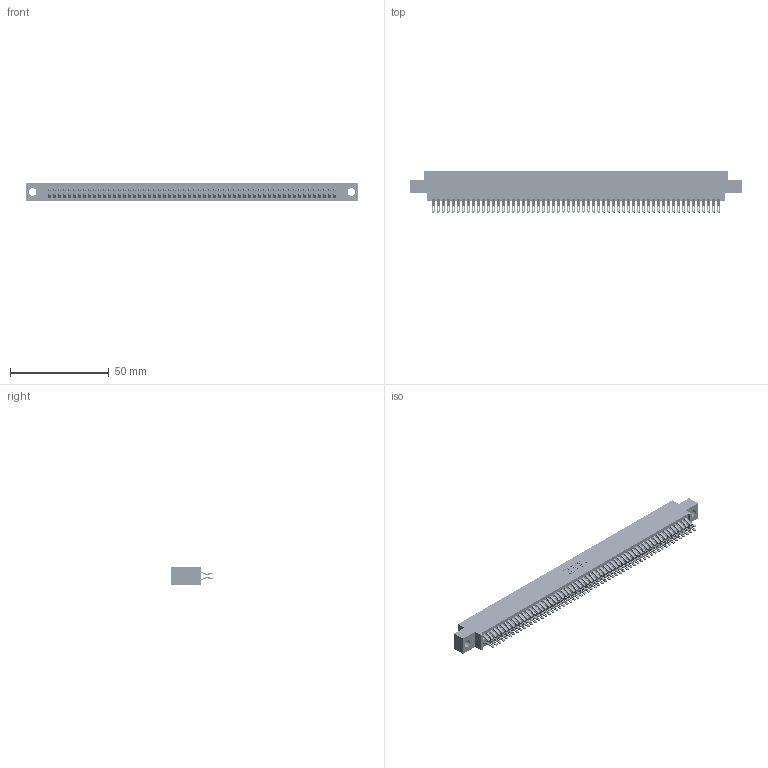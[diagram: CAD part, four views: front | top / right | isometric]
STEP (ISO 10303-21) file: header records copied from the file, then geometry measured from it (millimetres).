
FILE_DESCRIPTION (( 'STEP AP203' ), '1' );
FILE_NAME ('395-116-555-804.STEP', '2021-06-17T19:39:50', ( '' ), ( '' ), 'SwSTEP 2.0', 'SolidWorks 2020', '' );
FILE_SCHEMA (( 'CONFIG_CONTROL_DESIGN' ));
Length unit declared in the file: inch
Products named in the file (3): 395-116-555-804; 345-292-001_555 Tail; 345 Part_0.170 Offset - 0.156 Dia-TI
Assembly tree (117 placements, depth 2):
  395-116-555-804
    345 Part_0.170 Offset - 0.156 Dia-TI
    345-292-001_555 Tail  x116
Bounding box: 168.53 x 21.13 x 9.4 mm (x, y, z)
Volume: 16636.7 mm3; surface area: 26067.1 mm2
Topology: 117 solids, 117 shells, 6640 faces, 20921 edges, 13946 vertices
Faces by surface type: plane 3694, cylinder 2946
Entity records: 44231 total; most frequent: CARTESIAN_POINT 7440, ORIENTED_EDGE 7342, DIRECTION 6507, EDGE_CURVE 3671, LINE 3287, VECTOR 3287, VERTEX_POINT 2446, AXIS2_PLACEMENT_3D 1610
